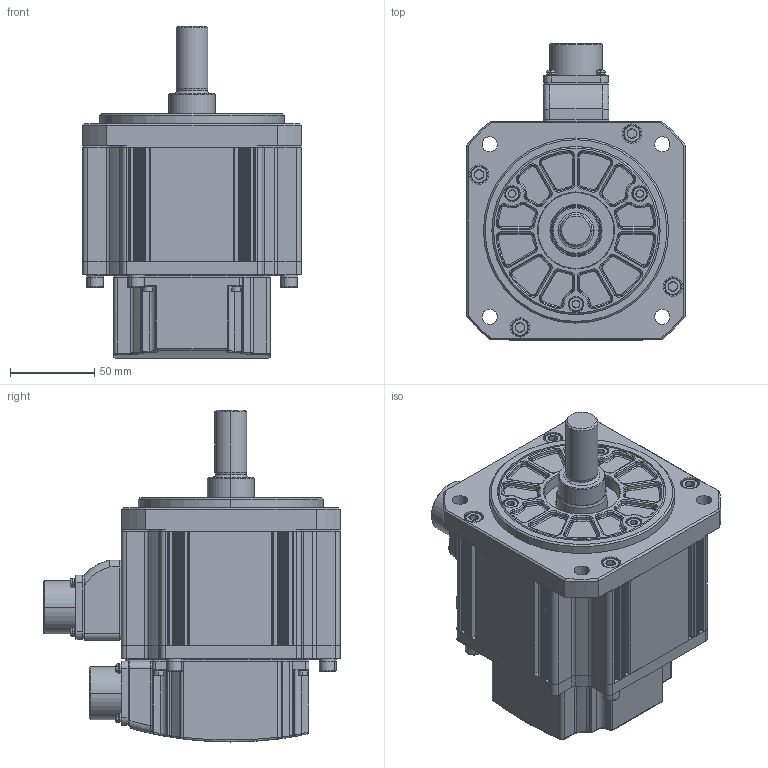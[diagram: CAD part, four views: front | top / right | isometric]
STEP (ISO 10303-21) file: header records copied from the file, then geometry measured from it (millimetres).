
FILE_DESCRIPTION (( 'STEP AP214' ), '1' );
FILE_NAME ('FM13GA001G02_Out Line(APM-FE09A_N,FE06D_N,FE05G_N,FE03M_N).STEP', '2018-07-05T23:53:31', ( '' ), ( '' ), 'SwSTEP 2.0', 'SolidWorks 2011', '' );
FILE_SCHEMA (( 'AUTOMOTIVE_DESIGN' ));
Length unit declared in the file: millimetre
Products named in the file (1): FM13GA001G02_Out Line(APM-FE09A_N,FE06D_N,FE05G_N,FE03M_N)
Bounding box: 130 x 176.05 x 197.3 mm (x, y, z)
Volume: 1839683.8 mm3; surface area: 276946 mm2
Topology: 55 solids, 55 shells, 2114 faces, 5252 edges, 3303 vertices
Faces by surface type: cylinder 797, plane 698, torus 229, cone 227, bspline 163
Entity records: 95391 total; most frequent: CARTESIAN_POINT 20956, DIRECTION 10924, ORIENTED_EDGE 10388, EDGE_CURVE 5194, AXIS2_PLACEMENT_3D 4253, VERTEX_POINT 3303, LINE 2418, VECTOR 2418
